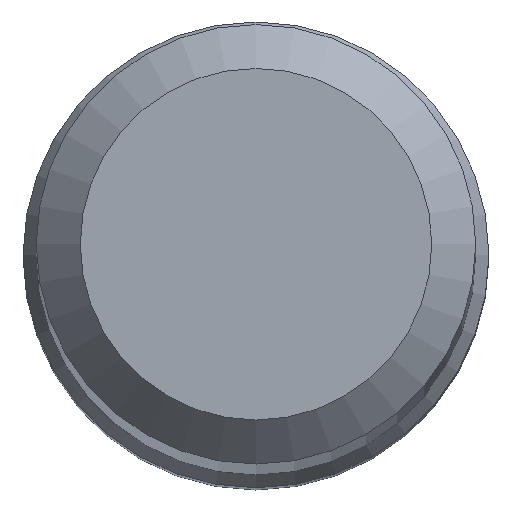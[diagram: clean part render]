
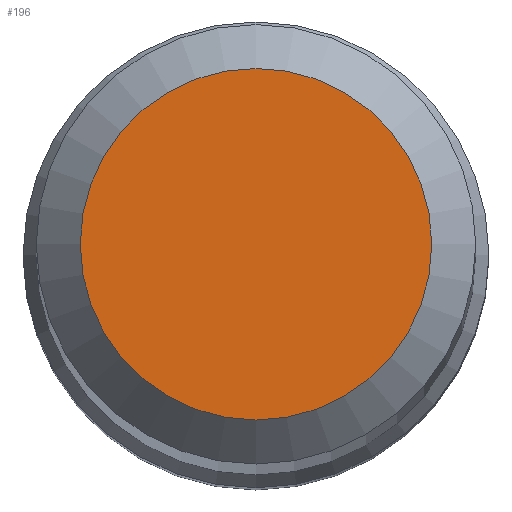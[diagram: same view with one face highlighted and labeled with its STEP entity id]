
A CAD part, top view. The second image highlights one B-rep face of the part: STEP entity #196.
In plain terms, the highlighted planar face has unit normal (0, 0, 1).
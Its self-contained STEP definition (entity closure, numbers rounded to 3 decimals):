
#26 = DIRECTION ( 'NONE',  ( 0., 0., 1. ) ) ;
#29 = CARTESIAN_POINT ( 'NONE',  ( 0., 2.4, 101. ) ) ;
#31 = AXIS2_PLACEMENT_3D ( 'NONE', #44, #155, #103 ) ;
#44 = CARTESIAN_POINT ( 'NONE',  ( 0., 0., 101. ) ) ;
#46 = VERTEX_POINT ( 'NONE', #29 ) ;
#50 = EDGE_CURVE ( 'NONE', #46, #46, #141, .T. ) ;
#81 = CARTESIAN_POINT ( 'NONE',  ( 0., 0., 101. ) ) ;
#83 = DIRECTION ( 'NONE',  ( 0., -1., 0. ) ) ;
#103 = DIRECTION ( 'NONE',  ( 0., 1., 0. ) ) ;
#108 = ORIENTED_EDGE ( 'NONE', *, *, #50, .F. ) ;
#114 = EDGE_LOOP ( 'NONE', ( #108 ) ) ;
#119 = FACE_OUTER_BOUND ( 'NONE', #114, .T. ) ;
#120 = PLANE ( 'NONE',  #236 ) ;
#141 = CIRCLE ( 'NONE', #31, 2.4 ) ;
#155 = DIRECTION ( 'NONE',  ( 0., 0., -1. ) ) ;
#196 = ADVANCED_FACE ( 'NONE', ( #119 ), #120, .T. ) ;
#236 = AXIS2_PLACEMENT_3D ( 'NONE', #81, #26, #83 ) ;
